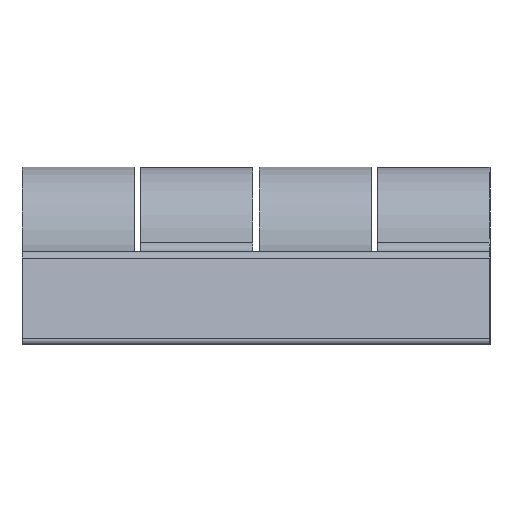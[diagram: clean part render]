
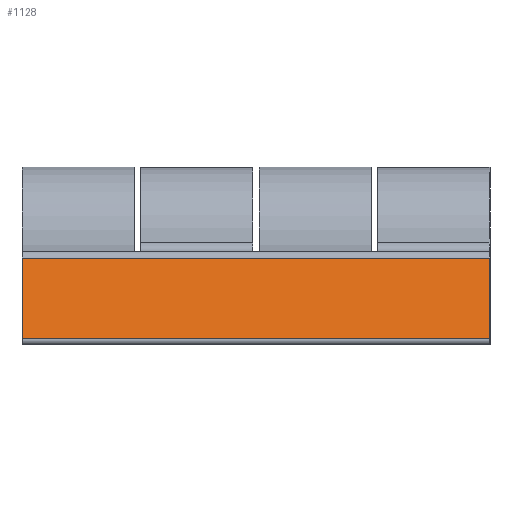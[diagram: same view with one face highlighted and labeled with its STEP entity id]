
A CAD part, left-side view. The second image highlights one B-rep face of the part: STEP entity #1128.
In plain terms, the highlighted planar face has unit normal (-0.969, 0, 0.246).
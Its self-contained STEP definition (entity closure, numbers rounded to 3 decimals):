
#1063=CARTESIAN_POINT('',(-12.7,-10.,0.623));
#1064=VERTEX_POINT('',#1063);
#1072=CARTESIAN_POINT('',(-12.7,40.,0.623));
#1073=VERTEX_POINT('',#1072);
#1074=CARTESIAN_POINT('',(-12.7,-10.,0.623));
#1075=DIRECTION('',(0.0,1.0,0.0));
#1076=VECTOR('',#1075,50.);
#1077=LINE('',#1074,#1076);
#1078=EDGE_CURVE('',#1064,#1073,#1077,.T.);
#1098=CARTESIAN_POINT('',(-12.7,-10.,0.623));
#1099=DIRECTION('',(-0.969,0.,0.246));
#1100=DIRECTION('',(0.246,0.,0.969));
#1101=AXIS2_PLACEMENT_3D('',#1098,#1099,#1100);
#1102=PLANE('',#1101);
#1103=CARTESIAN_POINT('',(-10.509,-10.,9.246));
#1104=VERTEX_POINT('',#1103);
#1105=CARTESIAN_POINT('',(-12.7,-10.,0.623));
#1106=DIRECTION('',(0.246,0.0,0.969));
#1107=VECTOR('',#1106,8.897);
#1108=LINE('',#1105,#1107);
#1109=EDGE_CURVE('',#1064,#1104,#1108,.T.);
#1110=ORIENTED_EDGE('',*,*,#1109,.T.);
#1111=CARTESIAN_POINT('',(-10.509,40.,9.246));
#1112=VERTEX_POINT('',#1111);
#1113=CARTESIAN_POINT('',(-10.509,-10.,9.246));
#1114=DIRECTION('',(0.0,1.0,0.0));
#1115=VECTOR('',#1114,50.);
#1116=LINE('',#1113,#1115);
#1117=EDGE_CURVE('',#1104,#1112,#1116,.T.);
#1118=ORIENTED_EDGE('',*,*,#1117,.T.);
#1119=CARTESIAN_POINT('',(-12.7,40.,0.623));
#1120=DIRECTION('',(0.246,0.0,0.969));
#1121=VECTOR('',#1120,8.897);
#1122=LINE('',#1119,#1121);
#1123=EDGE_CURVE('',#1073,#1112,#1122,.T.);
#1124=ORIENTED_EDGE('',*,*,#1123,.F.);
#1125=ORIENTED_EDGE('',*,*,#1078,.F.);
#1126=EDGE_LOOP('',(#1110,#1118,#1124,#1125));
#1127=FACE_OUTER_BOUND('',#1126,.T.);
#1128=ADVANCED_FACE('',(#1127),#1102,.T.);
